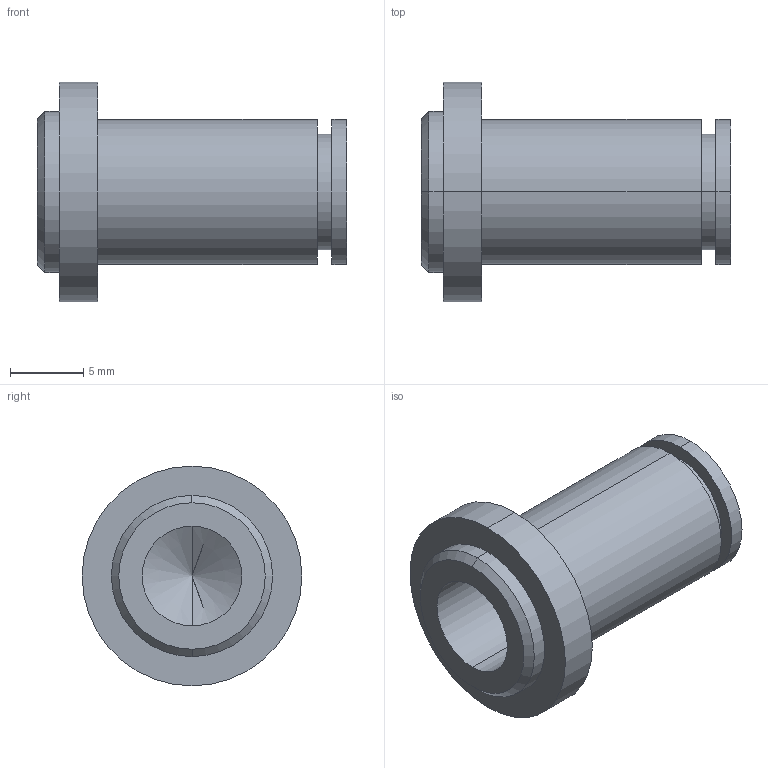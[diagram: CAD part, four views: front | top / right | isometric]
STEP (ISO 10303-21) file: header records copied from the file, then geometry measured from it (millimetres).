
FILE_DESCRIPTION (( 'STEP AP214' ), '1' );
FILE_NAME ('pion poulie machoire 15.STEP', '2019-11-21T07:53:04', ( '' ), ( '' ), 'SwSTEP 2.0', 'SolidWorks 2019', '' );
FILE_SCHEMA (( 'AUTOMOTIVE_DESIGN' ));
Length unit declared in the file: millimetre
Products named in the file (1): pion poulie machoire 15
Bounding box: 21.1 x 15 x 15 mm (x, y, z)
Volume: 1272.7 mm3; surface area: 1443.6 mm2
Topology: 1 solids, 1 shells, 22 faces, 44 edges, 27 vertices
Faces by surface type: cylinder 12, plane 6, cone 4
Entity records: 624 total; most frequent: DIRECTION 114, CARTESIAN_POINT 92, ORIENTED_EDGE 84, AXIS2_PLACEMENT_3D 49, EDGE_CURVE 42, EDGE_LOOP 27, VERTEX_POINT 27, CIRCLE 26
